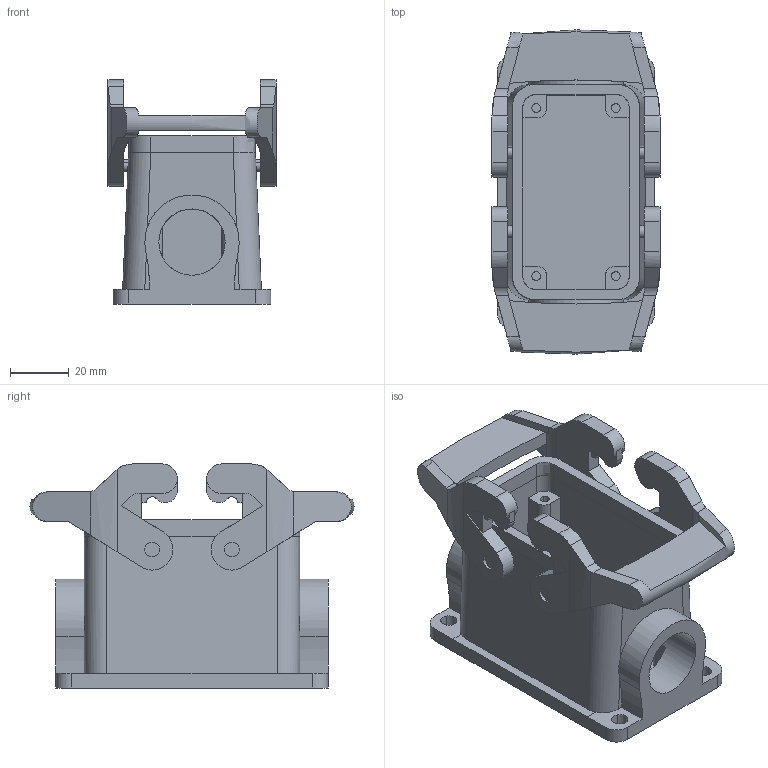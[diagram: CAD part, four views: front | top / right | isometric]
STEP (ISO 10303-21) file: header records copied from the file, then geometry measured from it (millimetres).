
FILE_DESCRIPTION(('CATIA V5 STEP Exchange','CAx-IF Rec.Pracs.--- Model Styling and Organization---1.4--- 2014-01-23'),'2;1');
FILE_NAME ('341847-4_2', '2019-08-01T09:25:38+00:00', ('none'), ('Weidmueller'), 'CATIA Version 5-6 Release 2016 SP3 HF44', 'CATIA V5 STEP AP214', 'none');
FILE_SCHEMA(('AUTOMOTIVE_DESIGN { 1 0 10303 214 1 1 1 1 }'));
Length unit declared in the file: millimetre
Products named in the file (1): 2560730000
Bounding box: 57 x 110 x 76 mm (x, y, z)
Volume: 113381.4 mm3; surface area: 50802.6 mm2
Topology: 3 solids, 3 shells, 269 faces, 754 edges, 508 vertices
Faces by surface type: plane 149, cylinder 105, extrusion 13, torus 2
Entity records: 8585 total; most frequent: CARTESIAN_POINT 2179, ORIENTED_EDGE 1508, DIRECTION 967, EDGE_CURVE 754, VERTEX_POINT 508, VECTOR 447, LINE 434, AXIS2_PLACEMENT_3D 362
